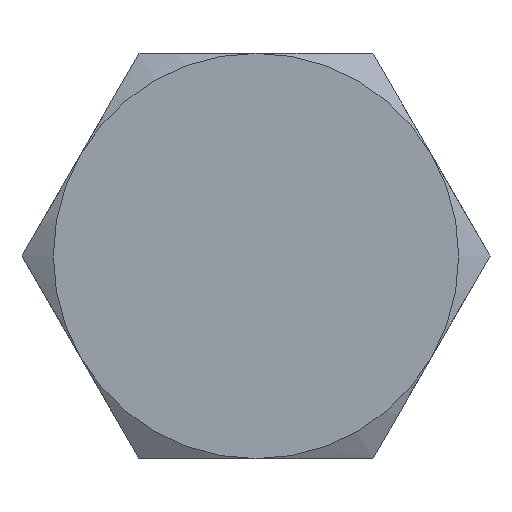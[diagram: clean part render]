
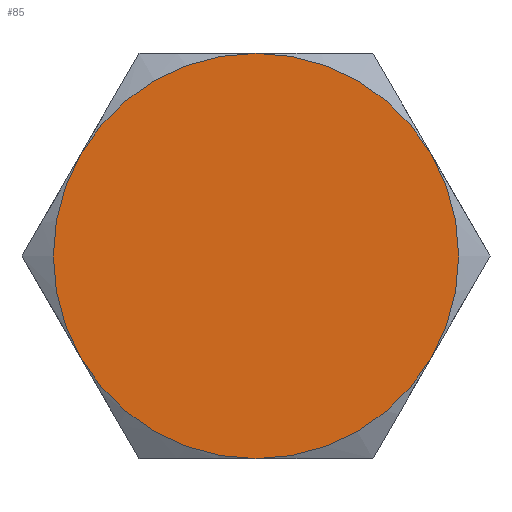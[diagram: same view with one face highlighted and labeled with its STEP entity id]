
A CAD part, left-side view. The second image highlights one B-rep face of the part: STEP entity #85.
In plain terms, the highlighted planar face has unit normal (-1, 0, 0).
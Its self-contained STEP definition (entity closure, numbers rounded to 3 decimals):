
#85 = ADVANCED_FACE( '', ( #171 ), #172, .F. );
#171 = FACE_OUTER_BOUND( '', #248, .T. );
#172 = PLANE( '', #249 );
#248 = EDGE_LOOP( '', ( #400, #401, #402, #403, #404, #405 ) );
#249 = AXIS2_PLACEMENT_3D( '', #406, #407, #408 );
#400 = ORIENTED_EDGE( '', *, *, #462, .F. );
#401 = ORIENTED_EDGE( '', *, *, #465, .F. );
#402 = ORIENTED_EDGE( '', *, *, #441, .F. );
#403 = ORIENTED_EDGE( '', *, *, #426, .F. );
#404 = ORIENTED_EDGE( '', *, *, #418, .F. );
#405 = ORIENTED_EDGE( '', *, *, #455, .F. );
#406 = CARTESIAN_POINT( '', ( 0., 0., 0. ) );
#407 = DIRECTION( '', ( 1., 0., 0. ) );
#408 = DIRECTION( '', ( 0., 0., -1. ) );
#418 = EDGE_CURVE( '', #482, #479, #484, .T. );
#426 = EDGE_CURVE( '', #479, #497, #498, .T. );
#441 = EDGE_CURVE( '', #497, #493, #520, .T. );
#455 = EDGE_CURVE( '', #475, #482, #537, .T. );
#462 = EDGE_CURVE( '', #527, #475, #545, .T. );
#465 = EDGE_CURVE( '', #493, #527, #548, .T. );
#475 = VERTEX_POINT( '', #561 );
#479 = VERTEX_POINT( '', #577 );
#482 = VERTEX_POINT( '', #587 );
#484 = CIRCLE( '', #594, 8.5 );
#493 = VERTEX_POINT( '', #606 );
#497 = VERTEX_POINT( '', #622 );
#498 = CIRCLE( '', #623, 8.5 );
#520 = CIRCLE( '', #657, 8.5 );
#527 = VERTEX_POINT( '', #670 );
#537 = CIRCLE( '', #701, 8.5 );
#545 = CIRCLE( '', #712, 8.5 );
#548 = CIRCLE( '', #715, 8.5 );
#561 = CARTESIAN_POINT( '', ( 0., 7.361, 4.25 ) );
#577 = CARTESIAN_POINT( '', ( 0., -7.361, 4.25 ) );
#587 = CARTESIAN_POINT( '', ( 0., 0., 8.5 ) );
#594 = AXIS2_PLACEMENT_3D( '', #720, #721, #722 );
#606 = CARTESIAN_POINT( '', ( 0., 0., -8.5 ) );
#622 = CARTESIAN_POINT( '', ( 0., -7.361, -4.25 ) );
#623 = AXIS2_PLACEMENT_3D( '', #726, #727, #728 );
#657 = AXIS2_PLACEMENT_3D( '', #747, #748, #749 );
#670 = CARTESIAN_POINT( '', ( 0., 7.361, -4.25 ) );
#701 = AXIS2_PLACEMENT_3D( '', #756, #757, #758 );
#712 = AXIS2_PLACEMENT_3D( '', #762, #763, #764 );
#715 = AXIS2_PLACEMENT_3D( '', #765, #766, #767 );
#720 = CARTESIAN_POINT( '', ( 0., 0., 0. ) );
#721 = DIRECTION( '', ( 1., 0., 0. ) );
#722 = DIRECTION( '', ( 0., 0., -1. ) );
#726 = CARTESIAN_POINT( '', ( 0., 0., 0. ) );
#727 = DIRECTION( '', ( 1., 0., 0. ) );
#728 = DIRECTION( '', ( 0., 0., -1. ) );
#747 = CARTESIAN_POINT( '', ( 0., 0., 0. ) );
#748 = DIRECTION( '', ( 1., 0., 0. ) );
#749 = DIRECTION( '', ( 0., 0., -1. ) );
#756 = CARTESIAN_POINT( '', ( 0., 0., 0. ) );
#757 = DIRECTION( '', ( 1., 0., 0. ) );
#758 = DIRECTION( '', ( 0., 0., -1. ) );
#762 = CARTESIAN_POINT( '', ( 0., 0., 0. ) );
#763 = DIRECTION( '', ( 1., 0., 0. ) );
#764 = DIRECTION( '', ( 0., 0., -1. ) );
#765 = CARTESIAN_POINT( '', ( 0., 0., 0. ) );
#766 = DIRECTION( '', ( 1., 0., 0. ) );
#767 = DIRECTION( '', ( 0., 0., -1. ) );
